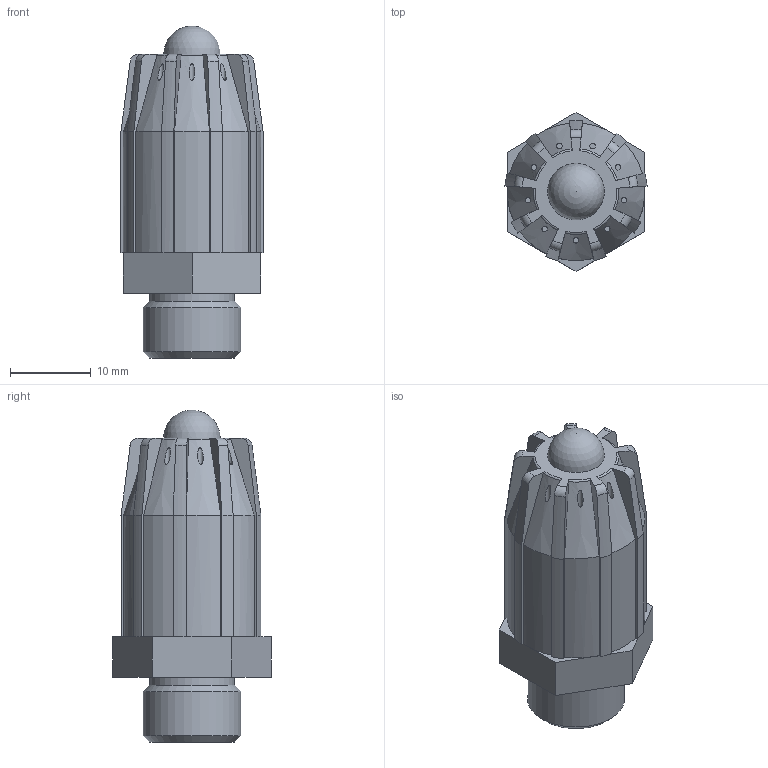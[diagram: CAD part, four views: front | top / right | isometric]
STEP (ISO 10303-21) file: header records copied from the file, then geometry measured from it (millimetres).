
FILE_DESCRIPTION(/* description */ ('STEP AP214'),/* implementation_level */ '2;1');
FILE_NAME(/* name */ '184322_LPZ-LD',/* time_stamp */ '2024-08-21T10:16:57+02:00',/* author */ ('License CC BY-ND 4.0'),/* organization */ ('CADENAS'),/* preprocessor_version */ 'ST-DEVELOPER v19.3',/* originating_system */ 'PARTsolutions',/* authorisation */ ' ');
FILE_SCHEMA (('AUTOMOTIVE_DESIGN {1 0 10303 214 3 1 1}'));
Length unit declared in the file: millimetre
Products named in the file (1): 184322 LPZ-LD
Bounding box: 17.54 x 19.63 x 41 mm (x, y, z)
Volume: 6819 mm3; surface area: 3184.6 mm2
Topology: 1 solids, 1 shells, 124 faces, 322 edges, 211 vertices
Faces by surface type: plane 55, cylinder 30, cone 20, torus 18, sphere 1
Full cylindrical faces by diameter (mm): 0.7 x9, 6 x1, 10.466 x1, 12 x1
Entity records: 3875 total; most frequent: CARTESIAN_POINT 823, DIRECTION 674, ORIENTED_EDGE 592, EDGE_CURVE 296, AXIS2_PLACEMENT_3D 262, VERTEX_POINT 200, LINE 150, VECTOR 150
